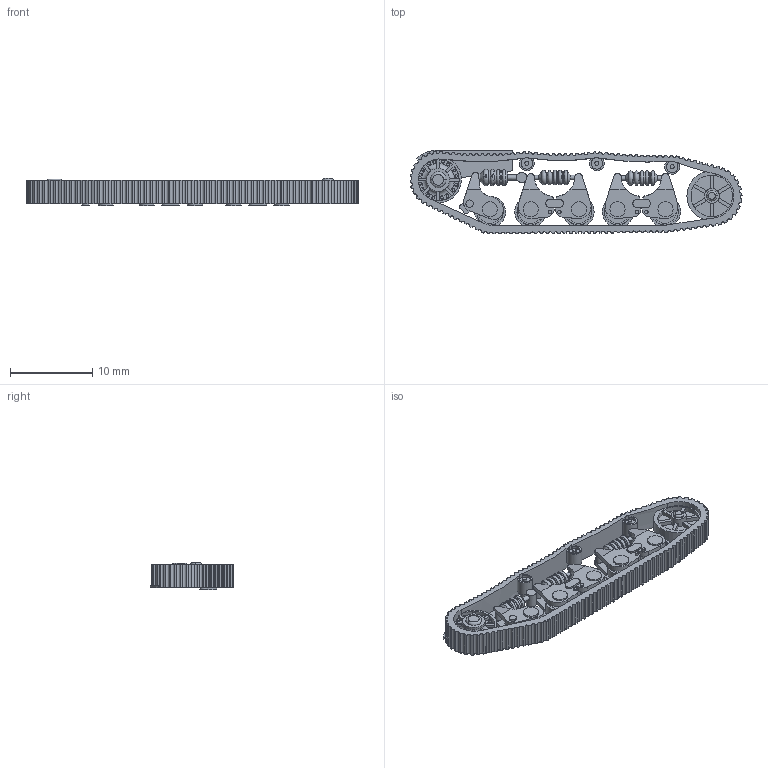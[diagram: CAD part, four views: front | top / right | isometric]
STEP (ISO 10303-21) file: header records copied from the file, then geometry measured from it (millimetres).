
FILE_DESCRIPTION((''),'2;1');
FILE_NAME('R35_TRACK_RIGHT','2017-06-23T',('User'),(''),'CREO PARAMETRIC BY PTC INC, 2015380','CREO PARAMETRIC BY PTC INC, 2015380','');
FILE_SCHEMA(('CONFIG_CONTROL_DESIGN'));
Length unit declared in the file: millimetre
Products named in the file (1): R35_TRACK_RIGHT
Bounding box: 40.46 x 10.21 x 3.3 mm (x, y, z)
Volume: 490 mm3; surface area: 1593.3 mm2
Topology: 1 solids, 1 shells, 913 faces, 2467 edges, 1592 vertices
Faces by surface type: cylinder 494, plane 329, cone 56, torus 34
Entity records: 29615 total; most frequent: CARTESIAN_POINT 5483, DIRECTION 5476, ORIENTED_EDGE 4934, EDGE_CURVE 2467, AXIS2_PLACEMENT_3D 2158, VERTEX_POINT 1592, CIRCLE 1245, VECTOR 1160
